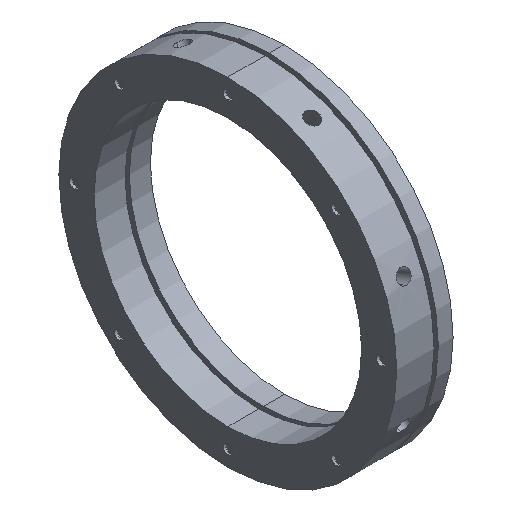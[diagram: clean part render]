
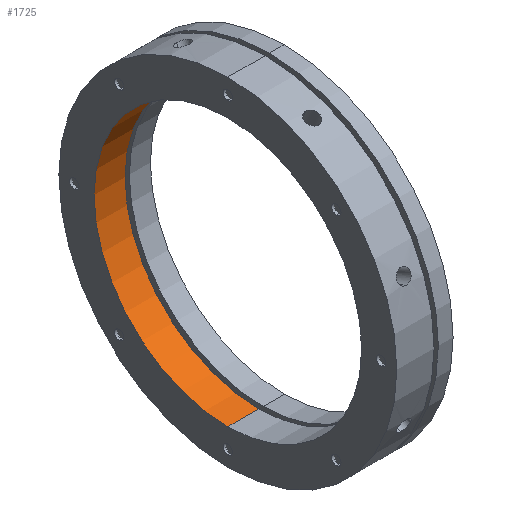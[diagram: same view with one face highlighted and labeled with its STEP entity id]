
A CAD part, isometric view. The second image highlights one B-rep face of the part: STEP entity #1725.
In plain terms, the highlighted cylindrical face has radius 95 mm (diameter 190 mm), a partial arc.
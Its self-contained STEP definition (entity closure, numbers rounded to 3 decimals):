
#12 = EDGE_CURVE ( 'NONE', #2282, #2281, #2933, .T. ) ;
#152 = EDGE_CURVE ( 'NONE', #2280, #2282, #3124, .T. ) ;
#154 = EDGE_CURVE ( 'NONE', #2273, #2281, #3129, .T. ) ;
#191 = EDGE_CURVE ( 'NONE', #2273, #2280, #3623, .T. ) ;
#599 = CARTESIAN_POINT ( 'NONE',  ( 22., 0., 0. ) ) ;
#600 = DIRECTION ( 'NONE',  ( -1., 0., 0. ) ) ;
#601 = DIRECTION ( 'NONE',  ( 0., 0., -1. ) ) ;
#1372 = DIRECTION ( 'NONE',  ( 1., 0., 0. ) ) ;
#1373 = DIRECTION ( 'NONE',  ( 1., 0., 0. ) ) ;
#1374 = CARTESIAN_POINT ( 'NONE',  ( 20., 0., 95. ) ) ;
#1378 = CARTESIAN_POINT ( 'NONE',  ( 20., 0., -95. ) ) ;
#1501 = CARTESIAN_POINT ( 'NONE',  ( 0., 0., 0. ) ) ;
#1502 = DIRECTION ( 'NONE',  ( 1., 0., 0. ) ) ;
#1503 = DIRECTION ( 'NONE',  ( 0., 0., -1. ) ) ;
#1725 = ADVANCED_FACE ( 'NONE', ( #4013 ), #4022, .F. ) ;
#2189 = ORIENTED_EDGE ( 'NONE', *, *, #152, .F. ) ;
#2190 = ORIENTED_EDGE ( 'NONE', *, *, #191, .F. ) ;
#2191 = ORIENTED_EDGE ( 'NONE', *, *, #154, .T. ) ;
#2192 = ORIENTED_EDGE ( 'NONE', *, *, #12, .F. ) ;
#2273 = VERTEX_POINT ( 'NONE', #4893 ) ;
#2280 = VERTEX_POINT ( 'NONE', #4900 ) ;
#2281 = VERTEX_POINT ( 'NONE', #4901 ) ;
#2282 = VERTEX_POINT ( 'NONE', #4902 ) ;
#2405 = AXIS2_PLACEMENT_3D ( 'NONE', #4773, #4771, #4769 ) ;
#2782 = EDGE_LOOP ( 'NONE', ( #2189, #2190, #2191, #2192 ) ) ;
#2933 = CIRCLE ( 'NONE', #3410, 95. ) ;
#3124 = LINE ( 'NONE', #1374, #3128 ) ;
#3128 = VECTOR ( 'NONE', #1372, 1000. ) ;
#3129 = LINE ( 'NONE', #1378, #3131 ) ;
#3131 = VECTOR ( 'NONE', #1373, 1000. ) ;
#3328 = AXIS2_PLACEMENT_3D ( 'NONE', #1501, #1502, #1503 ) ;
#3410 = AXIS2_PLACEMENT_3D ( 'NONE', #599, #600, #601 ) ;
#3623 = CIRCLE ( 'NONE', #3328, 95. ) ;
#4013 = FACE_OUTER_BOUND ( 'NONE', #2782, .T. ) ;
#4022 = CYLINDRICAL_SURFACE ( 'NONE', #2405, 95. ) ;
#4769 = DIRECTION ( 'NONE',  ( 0., 0., -1. ) ) ;
#4771 = DIRECTION ( 'NONE',  ( 1., 0., 0. ) ) ;
#4773 = CARTESIAN_POINT ( 'NONE',  ( 20., 0., 0. ) ) ;
#4893 = CARTESIAN_POINT ( 'NONE',  ( 0., 0., -95. ) ) ;
#4900 = CARTESIAN_POINT ( 'NONE',  ( 0., 0., 95. ) ) ;
#4901 = CARTESIAN_POINT ( 'NONE',  ( 22., 0., -95. ) ) ;
#4902 = CARTESIAN_POINT ( 'NONE',  ( 22., 0., 95. ) ) ;
